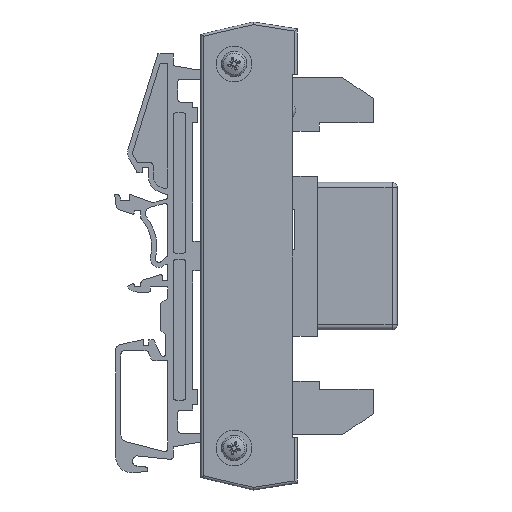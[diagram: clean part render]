
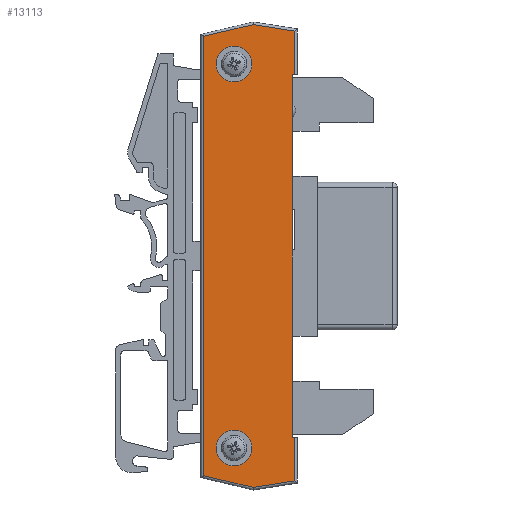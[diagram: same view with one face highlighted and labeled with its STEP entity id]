
A CAD part, left-side view. The second image highlights one B-rep face of the part: STEP entity #13113.
In plain terms, the highlighted face is planar.
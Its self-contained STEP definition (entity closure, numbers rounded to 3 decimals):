
#12652=CARTESIAN_POINT('',(-16.628,6.238,5.0));
#12653=VERTEX_POINT('',#12652);
#12660=CARTESIAN_POINT('',(54.672,6.238,5.0));
#12661=VERTEX_POINT('',#12660);
#12662=CARTESIAN_POINT('',(54.672,6.238,5.0));
#12663=DIRECTION('',(-1.0,0.0,0.0));
#12664=VECTOR('',#12663,71.3);
#12665=LINE('',#12662,#12664);
#12666=EDGE_CURVE('',#12661,#12653,#12665,.T.);
#12909=CARTESIAN_POINT('',(60.272,-5.162,5.0));
#12910=VERTEX_POINT('',#12909);
#12911=CARTESIAN_POINT('',(56.772,-5.162,5.0));
#12912=DIRECTION('',(0.0,0.0,-1.0));
#12913=DIRECTION('',(-1.0,0.0,0.0));
#12914=AXIS2_PLACEMENT_3D('',#12911,#12912,#12913);
#12915=CIRCLE('',#12914,3.5);
#12916=EDGE_CURVE('',#12910,#12910,#12915,.T.);
#12949=CARTESIAN_POINT('',(-15.228,-5.162,5.0));
#12950=VERTEX_POINT('',#12949);
#12951=CARTESIAN_POINT('',(-18.728,-5.162,5.0));
#12952=DIRECTION('',(0.0,0.0,-1.0));
#12953=DIRECTION('',(-1.0,0.0,0.0));
#12954=AXIS2_PLACEMENT_3D('',#12951,#12952,#12953);
#12955=CIRCLE('',#12954,3.5);
#12956=EDGE_CURVE('',#12950,#12950,#12955,.T.);
#12990=CARTESIAN_POINT('',(54.672,6.738,5.0));
#12991=VERTEX_POINT('',#12990);
#12992=CARTESIAN_POINT('',(54.672,6.738,5.0));
#12993=DIRECTION('',(0.0,-1.0,0.0));
#12994=VECTOR('',#12993,0.5);
#12995=LINE('',#12992,#12994);
#12996=EDGE_CURVE('',#12991,#12661,#12995,.T.);
#13021=CARTESIAN_POINT('',(-16.628,6.738,5.0));
#13022=VERTEX_POINT('',#13021);
#13030=CARTESIAN_POINT('',(-16.628,6.238,5.0));
#13031=DIRECTION('',(0.0,1.0,0.0));
#13032=VECTOR('',#13031,0.5);
#13033=LINE('',#13030,#13032);
#13034=EDGE_CURVE('',#12653,#13022,#13033,.T.);
#13043=CARTESIAN_POINT('',(19.022,-2.126,5.0));
#13044=DIRECTION('',(0.0,0.0,1.0));
#13045=DIRECTION('',(1.0,0.0,0.0));
#13046=AXIS2_PLACEMENT_3D('',#13043,#13044,#13045);
#13047=PLANE('',#13046);
#13048=ORIENTED_EDGE('',*,*,#12996,.T.);
#13049=ORIENTED_EDGE('',*,*,#12666,.T.);
#13050=ORIENTED_EDGE('',*,*,#13034,.T.);
#13051=CARTESIAN_POINT('',(-25.176,6.738,5.0));
#13052=VERTEX_POINT('',#13051);
#13053=CARTESIAN_POINT('',(-25.176,6.738,5.0));
#13054=DIRECTION('',(1.0,0.0,0.0));
#13055=VECTOR('',#13054,8.548);
#13056=LINE('',#13053,#13055);
#13057=EDGE_CURVE('',#13052,#13022,#13056,.T.);
#13058=ORIENTED_EDGE('',*,*,#13057,.F.);
#13059=CARTESIAN_POINT('',(-26.459,-1.405,5.0));
#13060=VERTEX_POINT('',#13059);
#13061=CARTESIAN_POINT('',(-26.459,-1.405,5.0));
#13062=DIRECTION('',(0.156,0.988,0.0));
#13063=VECTOR('',#13062,8.244);
#13064=LINE('',#13061,#13063);
#13065=EDGE_CURVE('',#13060,#13052,#13064,.T.);
#13066=ORIENTED_EDGE('',*,*,#13065,.F.);
#13067=CARTESIAN_POINT('',(-24.157,-11.162,5.0));
#13068=VERTEX_POINT('',#13067);
#13069=CARTESIAN_POINT('',(-24.157,-11.162,5.0));
#13070=DIRECTION('',(-0.23,0.973,0.0));
#13071=VECTOR('',#13070,10.024);
#13072=LINE('',#13069,#13071);
#13073=EDGE_CURVE('',#13068,#13060,#13072,.T.);
#13074=ORIENTED_EDGE('',*,*,#13073,.F.);
#13075=CARTESIAN_POINT('',(62.201,-11.162,5.0));
#13076=VERTEX_POINT('',#13075);
#13077=CARTESIAN_POINT('',(62.201,-11.162,5.0));
#13078=DIRECTION('',(-1.0,0.0,0.0));
#13079=VECTOR('',#13078,86.358);
#13080=LINE('',#13077,#13079);
#13081=EDGE_CURVE('',#13076,#13068,#13080,.T.);
#13082=ORIENTED_EDGE('',*,*,#13081,.F.);
#13083=CARTESIAN_POINT('',(64.503,-1.405,5.0));
#13084=VERTEX_POINT('',#13083);
#13085=CARTESIAN_POINT('',(64.503,-1.405,5.0));
#13086=DIRECTION('',(-0.23,-0.973,0.0));
#13087=VECTOR('',#13086,10.024);
#13088=LINE('',#13085,#13087);
#13089=EDGE_CURVE('',#13084,#13076,#13088,.T.);
#13090=ORIENTED_EDGE('',*,*,#13089,.F.);
#13091=CARTESIAN_POINT('',(63.22,6.738,5.0));
#13092=VERTEX_POINT('',#13091);
#13093=CARTESIAN_POINT('',(63.22,6.738,5.0));
#13094=DIRECTION('',(0.156,-0.988,0.0));
#13095=VECTOR('',#13094,8.244);
#13096=LINE('',#13093,#13095);
#13097=EDGE_CURVE('',#13092,#13084,#13096,.T.);
#13098=ORIENTED_EDGE('',*,*,#13097,.F.);
#13099=CARTESIAN_POINT('',(54.672,6.738,5.0));
#13100=DIRECTION('',(1.0,0.0,0.0));
#13101=VECTOR('',#13100,8.548);
#13102=LINE('',#13099,#13101);
#13103=EDGE_CURVE('',#12991,#13092,#13102,.T.);
#13104=ORIENTED_EDGE('',*,*,#13103,.F.);
#13105=EDGE_LOOP('',(#13048,#13049,#13050,#13058,#13066,#13074,#13082,#13090,#13098,#13104));
#13106=FACE_OUTER_BOUND('',#13105,.T.);
#13107=ORIENTED_EDGE('',*,*,#12916,.T.);
#13108=EDGE_LOOP('',(#13107));
#13109=FACE_BOUND('',#13108,.T.);
#13110=ORIENTED_EDGE('',*,*,#12956,.T.);
#13111=EDGE_LOOP('',(#13110));
#13112=FACE_BOUND('',#13111,.T.);
#13113=ADVANCED_FACE('',(#13106,#13109,#13112),#13047,.T.);
